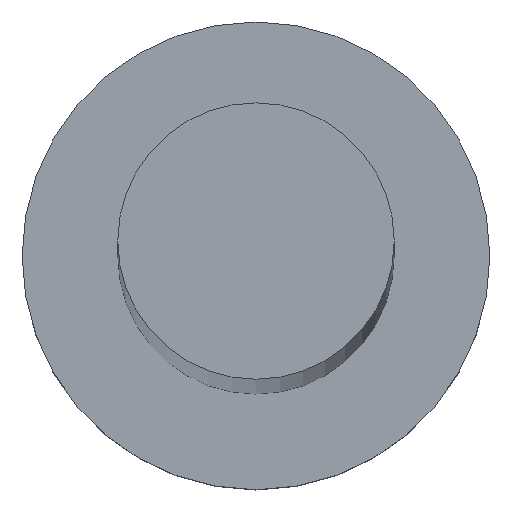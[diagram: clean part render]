
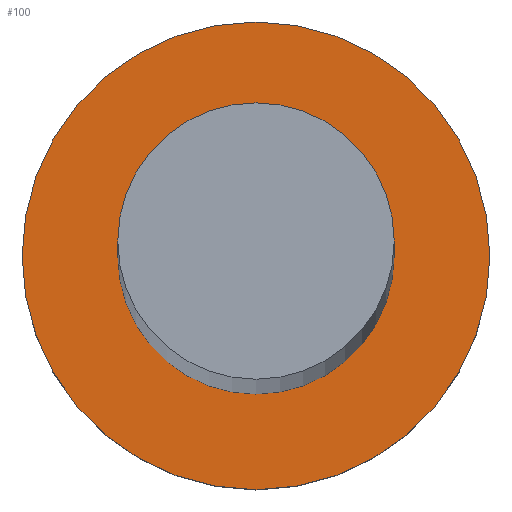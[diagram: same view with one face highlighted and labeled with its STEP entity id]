
A CAD part, top view. The second image highlights one B-rep face of the part: STEP entity #100.
In plain terms, the highlighted planar face has unit normal (0, 0, 1).
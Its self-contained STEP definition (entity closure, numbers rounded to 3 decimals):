
#6 = DIRECTION ( 'NONE',  ( 1., 0., 0. ) ) ;
#16 = DIRECTION ( 'NONE',  ( 1., 0., 0. ) ) ;
#21 = VERTEX_POINT ( 'NONE', #179 ) ;
#22 = DIRECTION ( 'NONE',  ( 0., 0., 1. ) ) ;
#24 = DIRECTION ( 'NONE',  ( 1., 0., 0. ) ) ;
#25 = EDGE_CURVE ( 'NONE', #183, #21, #110, .T. ) ;
#32 = CIRCLE ( 'NONE', #159, 11. ) ;
#33 = EDGE_CURVE ( 'NONE', #104, #38, #200, .T. ) ;
#36 = ORIENTED_EDGE ( 'NONE', *, *, #25, .T. ) ;
#38 = VERTEX_POINT ( 'NONE', #237 ) ;
#43 = CARTESIAN_POINT ( 'NONE',  ( 0., 0., 7. ) ) ;
#46 = PLANE ( 'NONE',  #198 ) ;
#56 = AXIS2_PLACEMENT_3D ( 'NONE', #127, #108, #6 ) ;
#61 = EDGE_LOOP ( 'NONE', ( #36, #76 ) ) ;
#76 = ORIENTED_EDGE ( 'NONE', *, *, #244, .T. ) ;
#78 = AXIS2_PLACEMENT_3D ( 'NONE', #223, #206, #24 ) ;
#84 = EDGE_LOOP ( 'NONE', ( #102, #123 ) ) ;
#100 = ADVANCED_FACE ( 'NONE', ( #160, #126 ), #46, .T. ) ;
#102 = ORIENTED_EDGE ( 'NONE', *, *, #33, .F. ) ;
#104 = VERTEX_POINT ( 'NONE', #163 ) ;
#108 = DIRECTION ( 'NONE',  ( 0., 0., 1. ) ) ;
#110 = CIRCLE ( 'NONE', #78, 11. ) ;
#115 = CARTESIAN_POINT ( 'NONE',  ( 0., 0., 7. ) ) ;
#123 = ORIENTED_EDGE ( 'NONE', *, *, #204, .F. ) ;
#126 = FACE_OUTER_BOUND ( 'NONE', #61, .T. ) ;
#127 = CARTESIAN_POINT ( 'NONE',  ( 0., 0., 7. ) ) ;
#128 = AXIS2_PLACEMENT_3D ( 'NONE', #243, #246, #229 ) ;
#159 = AXIS2_PLACEMENT_3D ( 'NONE', #115, #168, #16 ) ;
#160 = FACE_BOUND ( 'NONE', #84, .T. ) ;
#163 = CARTESIAN_POINT ( 'NONE',  ( -6.5, 0., 7. ) ) ;
#168 = DIRECTION ( 'NONE',  ( 0., 0., 1. ) ) ;
#179 = CARTESIAN_POINT ( 'NONE',  ( 11., 0., 7. ) ) ;
#181 = DIRECTION ( 'NONE',  ( 1., 0., 0. ) ) ;
#183 = VERTEX_POINT ( 'NONE', #202 ) ;
#198 = AXIS2_PLACEMENT_3D ( 'NONE', #43, #22, #181 ) ;
#200 = CIRCLE ( 'NONE', #56, 6.5 ) ;
#202 = CARTESIAN_POINT ( 'NONE',  ( -11., 0., 7. ) ) ;
#204 = EDGE_CURVE ( 'NONE', #38, #104, #212, .T. ) ;
#206 = DIRECTION ( 'NONE',  ( 0., 0., 1. ) ) ;
#212 = CIRCLE ( 'NONE', #128, 6.5 ) ;
#223 = CARTESIAN_POINT ( 'NONE',  ( 0., 0., 7. ) ) ;
#229 = DIRECTION ( 'NONE',  ( 1., 0., 0. ) ) ;
#237 = CARTESIAN_POINT ( 'NONE',  ( 6.5, 0., 7. ) ) ;
#243 = CARTESIAN_POINT ( 'NONE',  ( 0., 0., 7. ) ) ;
#244 = EDGE_CURVE ( 'NONE', #21, #183, #32, .T. ) ;
#246 = DIRECTION ( 'NONE',  ( 0., 0., 1. ) ) ;
